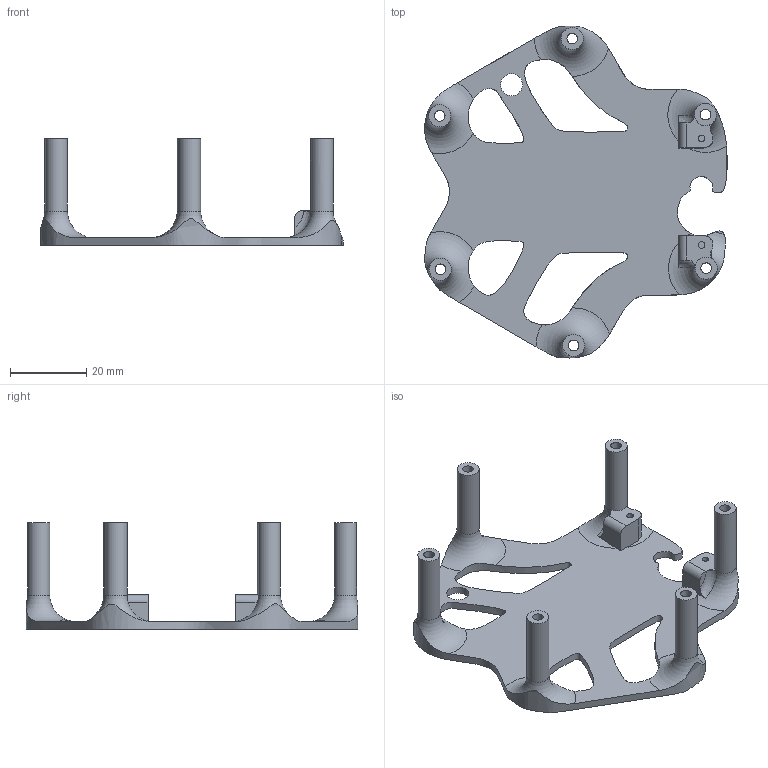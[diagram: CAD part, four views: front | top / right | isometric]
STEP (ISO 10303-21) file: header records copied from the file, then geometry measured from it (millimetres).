
FILE_DESCRIPTION(/* description */ ('STEP AP242','CAx-IF Rec.Pracs.---Representation and Presentation of Product Manufacturing Information (PMI)---4.0---2014-10-13','CAx-IF Rec.Pracs.---3D Tessellated Geometry---0.4---2014-09-14','2;1'),/* implementation_level */ '2;1');
FILE_NAME(/* name */ '67fbe90335d32564f3b16fa8',/* time_stamp */ '2025-04-13T16:40:36Z',/* author */ (''),/* organization */ (''),/* preprocessor_version */ 'ST-DEVELOPER v20',/* originating_system */ 'ONSHAPE BY PTC INC, 1.196',/* authorisation */ ' ');
FILE_SCHEMA (('AP242_MANAGED_MODEL_BASED_3D_ENGINEERING_MIM_LF { 1 0 10303 442 1 1 4 }'));
Length unit declared in the file: metre
Products named in the file (1): Part 2
Bounding box: 79.51 x 87.21 x 28 mm (x, y, z)
Volume: 10111.9 mm3; surface area: 13655.3 mm2
Topology: 1 solids, 1 shells, 55 faces, 157 edges, 102 vertices
Faces by surface type: cylinder 20, plane 18, bspline 9, torus 8
Full cylindrical faces by diameter (mm): 1.75 x2, 2.8 x7, 5.8 x7
Entity records: 2842 total; most frequent: CARTESIAN_POINT 1596, ORIENTED_EDGE 240, DIRECTION 221, EDGE_CURVE 120, EDGE_LOOP 100, FACE_BOUND 100, AXIS2_PLACEMENT_3D 100, VERTEX_POINT 90
